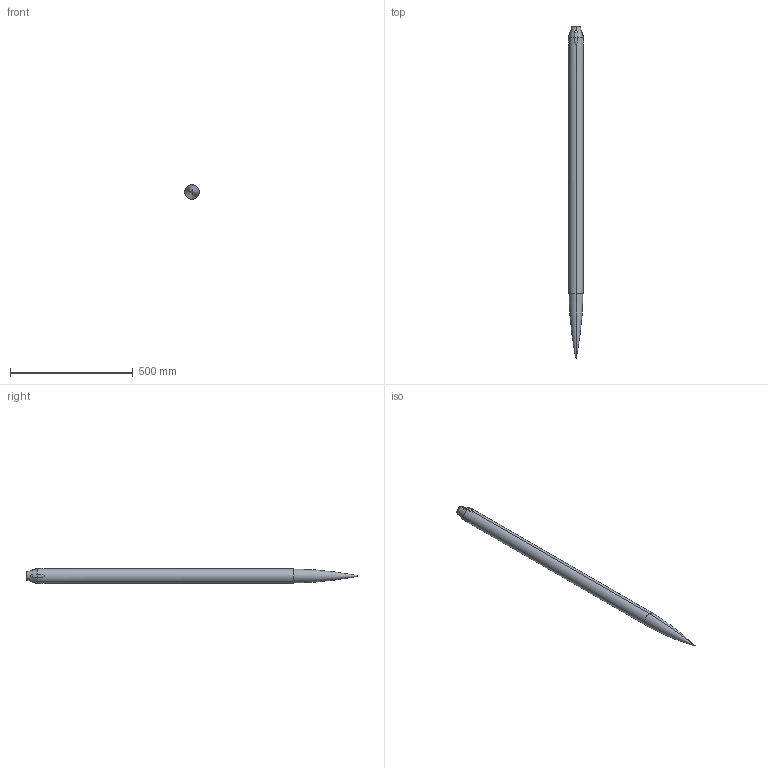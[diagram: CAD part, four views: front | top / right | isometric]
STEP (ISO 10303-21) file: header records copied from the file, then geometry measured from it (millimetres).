
FILE_DESCRIPTION (( 'STEP AP214' ), '1' );
FILE_NAME ('rocketLong_finSupport.STEP', '2023-08-07T21:39:19', ( '' ), ( '' ), 'SwSTEP 2.0', 'SolidWorks 2023', '' );
FILE_SCHEMA (( 'AUTOMOTIVE_DESIGN' ));
Length unit declared in the file: inch
Products named in the file (1): rocketLong_finSupport
Bounding box: 62.23 x 1352.7 x 62.23 mm (x, y, z)
Volume: 3100121.8 mm3; surface area: 227682.6 mm2
Topology: 1 solids, 1 shells, 223 faces, 524 edges, 303 vertices
Faces by surface type: cylinder 86, plane 49, bspline 40, torus 22, sphere 18, cone 8
Entity records: 6679 total; most frequent: CARTESIAN_POINT 1931, ORIENTED_EDGE 1048, DIRECTION 958, EDGE_CURVE 524, AXIS2_PLACEMENT_3D 386, VERTEX_POINT 303, EDGE_LOOP 223, ADVANCED_FACE 223
